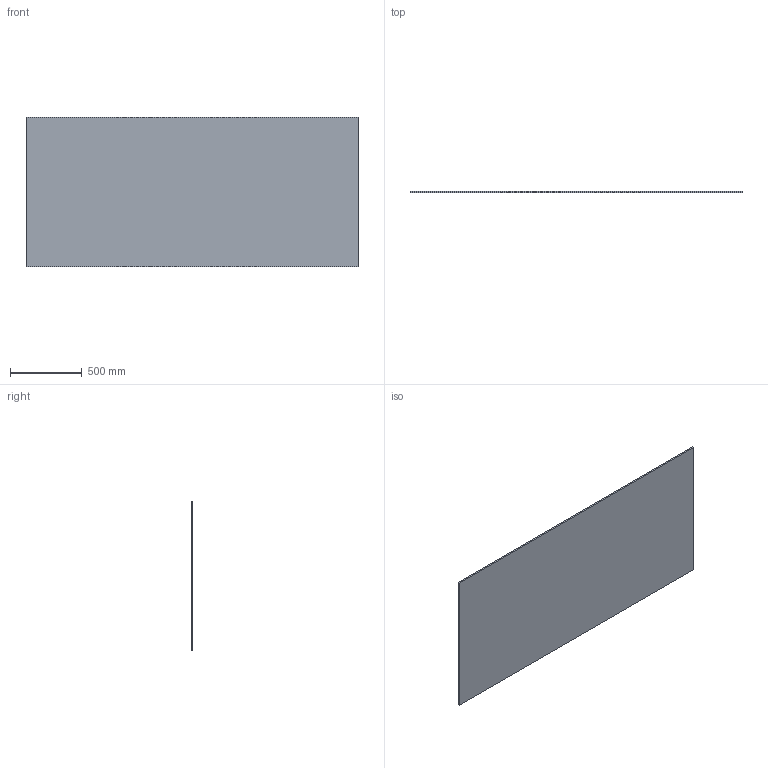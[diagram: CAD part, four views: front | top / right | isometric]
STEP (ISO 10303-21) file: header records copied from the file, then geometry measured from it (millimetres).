
FILE_DESCRIPTION (( 'STEP AP203' ), '1' );
FILE_NAME ('MDU-022_REV_.step', '2025-08-17T04:46:48', ( '' ), ( '' ), 'SwSTEP 2.0', 'SolidWorks 2024', '' );
FILE_SCHEMA (( 'CONFIG_CONTROL_DESIGN' ));
Length unit declared in the file: millimetre
Products named in the file (2): MDU-022_REV_; plywood
Assembly tree (1 placements, depth 2):
  MDU-022_REV_
    plywood
Bounding box: 2310 x 12 x 1041 mm (x, y, z)
Volume: 28856520 mm3; surface area: 4889844 mm2
Topology: 1 solids, 1 shells, 6 faces, 12 edges, 8 vertices
Faces by surface type: plane 6
Entity records: 352 total; most frequent: DIRECTION 32, CARTESIAN_POINT 30, ORIENTED_EDGE 24, PERSON_AND_ORGANIZATION 17, CALENDAR_DATE 12, LOCAL_TIME 12, DATE_AND_TIME 12, VECTOR 12
